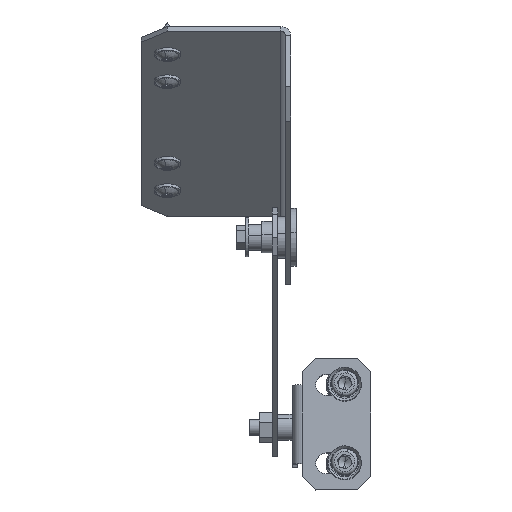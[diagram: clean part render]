
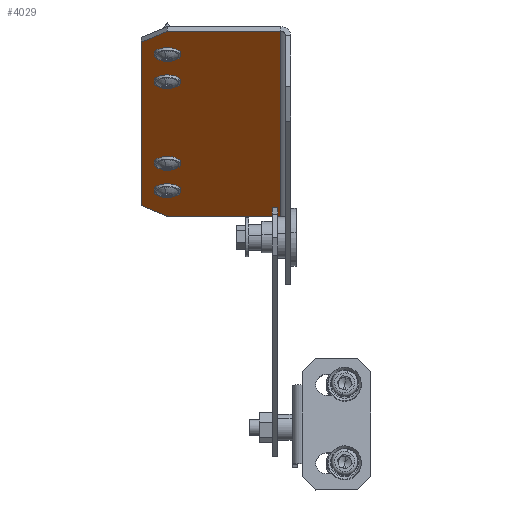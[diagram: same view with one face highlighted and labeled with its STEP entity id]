
A CAD part, left-side view. The second image highlights one B-rep face of the part: STEP entity #4029.
In plain terms, the highlighted face is planar.
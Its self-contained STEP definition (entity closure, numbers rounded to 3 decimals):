
#22 = DIRECTION ( 'NONE',  ( 0., 0., -1. ) ) ;
#111 = EDGE_CURVE ( 'NONE', #9618, #7244, #1204, .T. ) ;
#171 = EDGE_CURVE ( 'NONE', #8565, #2773, #505, .T. ) ;
#178 = ORIENTED_EDGE ( 'NONE', *, *, #4521, .F. ) ;
#235 = CARTESIAN_POINT ( 'NONE',  ( 35., 17.435, -48. ) ) ;
#266 = DIRECTION ( 'NONE',  ( 0.707, 0., -0.707 ) ) ;
#313 = CARTESIAN_POINT ( 'NONE',  ( -65., 17.435, -45. ) ) ;
#324 = CARTESIAN_POINT ( 'NONE',  ( -40., 17.435, -45. ) ) ;
#364 = VERTEX_POINT ( 'NONE', #3817 ) ;
#450 = DIRECTION ( 'NONE',  ( 0., 0., -1. ) ) ;
#457 = EDGE_LOOP ( 'NONE', ( #3490, #8067 ) ) ;
#505 = CIRCLE ( 'NONE', #7417, 3. ) ;
#567 = ORIENTED_EDGE ( 'NONE', *, *, #6357, .F. ) ;
#708 = CARTESIAN_POINT ( 'NONE',  ( 85., 17.435, -1.875 ) ) ;
#736 = DIRECTION ( 'NONE',  ( 0., 0., -1. ) ) ;
#851 = CARTESIAN_POINT ( 'NONE',  ( -65., 17.435, -42. ) ) ;
#1043 = VERTEX_POINT ( 'NONE', #1715 ) ;
#1118 = LINE ( 'NONE', #8433, #2067 ) ;
#1177 = DIRECTION ( 'NONE',  ( 0., -1., 0. ) ) ;
#1204 = LINE ( 'NONE', #7929, #7547 ) ;
#1567 = ORIENTED_EDGE ( 'NONE', *, *, #6300, .F. ) ;
#1715 = CARTESIAN_POINT ( 'NONE',  ( 60., 17.435, -42. ) ) ;
#1720 = CARTESIAN_POINT ( 'NONE',  ( 60., 17.435, -48. ) ) ;
#1953 = ORIENTED_EDGE ( 'NONE', *, *, #171, .F. ) ;
#1969 = CARTESIAN_POINT ( 'NONE',  ( 35., 17.435, -42. ) ) ;
#2024 = PLANE ( 'NONE',  #8811 ) ;
#2067 = VECTOR ( 'NONE', #3868, 1000. ) ;
#2142 = ORIENTED_EDGE ( 'NONE', *, *, #6173, .F. ) ;
#2204 = DIRECTION ( 'NONE',  ( 0., -1., 0. ) ) ;
#2406 = FACE_BOUND ( 'NONE', #7112, .T. ) ;
#2426 = CARTESIAN_POINT ( 'NONE',  ( 60., 17.435, -45. ) ) ;
#2517 = CARTESIAN_POINT ( 'NONE',  ( 85., 17.435, -45. ) ) ;
#2659 = EDGE_CURVE ( 'NONE', #5628, #6852, #1118, .T. ) ;
#2719 = DIRECTION ( 'NONE',  ( 0., -1., 0. ) ) ;
#2773 = VERTEX_POINT ( 'NONE', #851 ) ;
#2857 = CARTESIAN_POINT ( 'NONE',  ( 35., 17.435, -45. ) ) ;
#2915 = DIRECTION ( 'NONE',  ( 0., 0., -1. ) ) ;
#2961 = CARTESIAN_POINT ( 'NONE',  ( 85., 17.435, -55. ) ) ;
#3167 = DIRECTION ( 'NONE',  ( 1., 0., 0. ) ) ;
#3227 = DIRECTION ( 'NONE',  ( 0., 0., -1. ) ) ;
#3274 = AXIS2_PLACEMENT_3D ( 'NONE', #2857, #7306, #8100 ) ;
#3412 = LINE ( 'NONE', #7088, #7022 ) ;
#3428 = CARTESIAN_POINT ( 'NONE',  ( 35., 17.435, -45. ) ) ;
#3490 = ORIENTED_EDGE ( 'NONE', *, *, #7236, .F. ) ;
#3552 = LINE ( 'NONE', #2961, #5295 ) ;
#3635 = CARTESIAN_POINT ( 'NONE',  ( -85., 17.435, -45. ) ) ;
#3733 = CIRCLE ( 'NONE', #5932, 3. ) ;
#3802 = CARTESIAN_POINT ( 'NONE',  ( -40., 17.435, -48. ) ) ;
#3817 = CARTESIAN_POINT ( 'NONE',  ( -40., 17.435, -42. ) ) ;
#3868 = DIRECTION ( 'NONE',  ( 0., 0., 1. ) ) ;
#3886 = CARTESIAN_POINT ( 'NONE',  ( -85., 17.435, -1.875 ) ) ;
#3934 = FACE_BOUND ( 'NONE', #5080, .T. ) ;
#4029 = ADVANCED_FACE ( 'NONE', ( #2406, #6016, #6966, #3934, #8258 ), #2024, .T. ) ;
#4226 = ORIENTED_EDGE ( 'NONE', *, *, #4600, .F. ) ;
#4412 = CARTESIAN_POINT ( 'NONE',  ( -40., 17.435, -45. ) ) ;
#4508 = VECTOR ( 'NONE', #7963, 1000. ) ;
#4521 = EDGE_CURVE ( 'NONE', #8135, #5736, #7311, .T. ) ;
#4600 = EDGE_CURVE ( 'NONE', #5736, #8135, #8850, .T. ) ;
#4912 = ORIENTED_EDGE ( 'NONE', *, *, #7358, .F. ) ;
#4958 = CARTESIAN_POINT ( 'NONE',  ( 75., 17.435, -55. ) ) ;
#4972 = VERTEX_POINT ( 'NONE', #1720 ) ;
#4981 = ORIENTED_EDGE ( 'NONE', *, *, #7040, .T. ) ;
#5080 = EDGE_LOOP ( 'NONE', ( #4912, #1567 ) ) ;
#5132 = AXIS2_PLACEMENT_3D ( 'NONE', #9017, #5267, #736 ) ;
#5267 = DIRECTION ( 'NONE',  ( 0., -1., 0. ) ) ;
#5295 = VECTOR ( 'NONE', #22, 1000. ) ;
#5628 = VERTEX_POINT ( 'NONE', #3635 ) ;
#5634 = DIRECTION ( 'NONE',  ( 0., -1., 0. ) ) ;
#5636 = CARTESIAN_POINT ( 'NONE',  ( 65., 17.435, -65. ) ) ;
#5643 = AXIS2_PLACEMENT_3D ( 'NONE', #313, #5651, #450 ) ;
#5651 = DIRECTION ( 'NONE',  ( 0., -1., 0. ) ) ;
#5736 = VERTEX_POINT ( 'NONE', #1969 ) ;
#5932 = AXIS2_PLACEMENT_3D ( 'NONE', #4412, #2204, #8114 ) ;
#5974 = VERTEX_POINT ( 'NONE', #708 ) ;
#5979 = ORIENTED_EDGE ( 'NONE', *, *, #111, .F. ) ;
#5987 = CARTESIAN_POINT ( 'NONE',  ( -65., 17.435, -48. ) ) ;
#6016 = FACE_BOUND ( 'NONE', #6167, .T. ) ;
#6167 = EDGE_LOOP ( 'NONE', ( #1953, #567 ) ) ;
#6173 = EDGE_CURVE ( 'NONE', #6852, #5974, #8584, .T. ) ;
#6300 = EDGE_CURVE ( 'NONE', #1043, #4972, #6331, .T. ) ;
#6312 = VERTEX_POINT ( 'NONE', #2517 ) ;
#6327 = DIRECTION ( 'NONE',  ( 0., 0., -1. ) ) ;
#6331 = CIRCLE ( 'NONE', #7972, 3. ) ;
#6357 = EDGE_CURVE ( 'NONE', #2773, #8565, #8456, .T. ) ;
#6423 = DIRECTION ( 'NONE',  ( 0., 0., -1. ) ) ;
#6561 = VECTOR ( 'NONE', #3167, 1000. ) ;
#6567 = DIRECTION ( 'NONE',  ( 0., -1., 0. ) ) ;
#6839 = LINE ( 'NONE', #5636, #4508 ) ;
#6852 = VERTEX_POINT ( 'NONE', #3886 ) ;
#6966 = FACE_BOUND ( 'NONE', #457, .T. ) ;
#7022 = VECTOR ( 'NONE', #266, 1000. ) ;
#7040 = EDGE_CURVE ( 'NONE', #5628, #7244, #3412, .T. ) ;
#7088 = CARTESIAN_POINT ( 'NONE',  ( -65., 17.435, -65. ) ) ;
#7112 = EDGE_LOOP ( 'NONE', ( #178, #4226 ) ) ;
#7207 = CARTESIAN_POINT ( 'NONE',  ( 0., 17.435, 0. ) ) ;
#7232 = ORIENTED_EDGE ( 'NONE', *, *, #2659, .F. ) ;
#7236 = EDGE_CURVE ( 'NONE', #9190, #364, #8560, .T. ) ;
#7244 = VERTEX_POINT ( 'NONE', #9407 ) ;
#7306 = DIRECTION ( 'NONE',  ( 0., -1., 0. ) ) ;
#7311 = CIRCLE ( 'NONE', #8600, 3. ) ;
#7358 = EDGE_CURVE ( 'NONE', #4972, #1043, #9147, .T. ) ;
#7417 = AXIS2_PLACEMENT_3D ( 'NONE', #8847, #6567, #2915 ) ;
#7547 = VECTOR ( 'NONE', #9438, 1000. ) ;
#7603 = ORIENTED_EDGE ( 'NONE', *, *, #9256, .F. ) ;
#7604 = ORIENTED_EDGE ( 'NONE', *, *, #9683, .T. ) ;
#7637 = CARTESIAN_POINT ( 'NONE',  ( -85., 17.435, -1.875 ) ) ;
#7700 = DIRECTION ( 'NONE',  ( 0., -1., 0. ) ) ;
#7810 = EDGE_CURVE ( 'NONE', #364, #9190, #3733, .T. ) ;
#7929 = CARTESIAN_POINT ( 'NONE',  ( -85., 17.435, -55. ) ) ;
#7963 = DIRECTION ( 'NONE',  ( 0.707, 0., 0.707 ) ) ;
#7972 = AXIS2_PLACEMENT_3D ( 'NONE', #2426, #7700, #3227 ) ;
#8067 = ORIENTED_EDGE ( 'NONE', *, *, #7810, .F. ) ;
#8100 = DIRECTION ( 'NONE',  ( 0., 0., -1. ) ) ;
#8114 = DIRECTION ( 'NONE',  ( 0., 0., -1. ) ) ;
#8135 = VERTEX_POINT ( 'NONE', #235 ) ;
#8258 = FACE_OUTER_BOUND ( 'NONE', #8921, .T. ) ;
#8433 = CARTESIAN_POINT ( 'NONE',  ( -85., 17.435, 0. ) ) ;
#8456 = CIRCLE ( 'NONE', #5643, 3. ) ;
#8560 = CIRCLE ( 'NONE', #8842, 3. ) ;
#8565 = VERTEX_POINT ( 'NONE', #5987 ) ;
#8584 = LINE ( 'NONE', #7637, #6561 ) ;
#8600 = AXIS2_PLACEMENT_3D ( 'NONE', #3428, #1177, #6423 ) ;
#8811 = AXIS2_PLACEMENT_3D ( 'NONE', #7207, #2719, #9440 ) ;
#8842 = AXIS2_PLACEMENT_3D ( 'NONE', #324, #5634, #6327 ) ;
#8847 = CARTESIAN_POINT ( 'NONE',  ( -65., 17.435, -45. ) ) ;
#8850 = CIRCLE ( 'NONE', #3274, 3. ) ;
#8921 = EDGE_LOOP ( 'NONE', ( #7232, #4981, #5979, #7604, #7603, #2142 ) ) ;
#9017 = CARTESIAN_POINT ( 'NONE',  ( 60., 17.435, -45. ) ) ;
#9147 = CIRCLE ( 'NONE', #5132, 3. ) ;
#9190 = VERTEX_POINT ( 'NONE', #3802 ) ;
#9256 = EDGE_CURVE ( 'NONE', #5974, #6312, #3552, .T. ) ;
#9407 = CARTESIAN_POINT ( 'NONE',  ( -75., 17.435, -55. ) ) ;
#9438 = DIRECTION ( 'NONE',  ( -1., 0., 0. ) ) ;
#9440 = DIRECTION ( 'NONE',  ( 0., 0., -1. ) ) ;
#9618 = VERTEX_POINT ( 'NONE', #4958 ) ;
#9683 = EDGE_CURVE ( 'NONE', #9618, #6312, #6839, .T. ) ;
